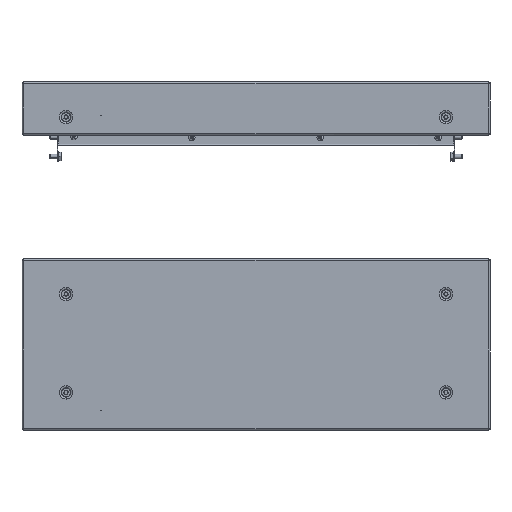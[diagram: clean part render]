
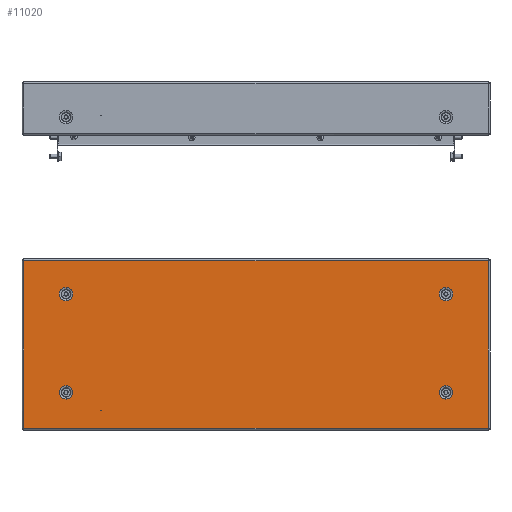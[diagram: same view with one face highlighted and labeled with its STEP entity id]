
A CAD part, top view. The second image highlights one B-rep face of the part: STEP entity #11020.
In plain terms, the highlighted planar face has unit normal (0, 0, 1).
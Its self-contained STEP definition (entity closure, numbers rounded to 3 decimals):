
#9 = CARTESIAN_POINT ( 'NONE',  ( 241.5, -52.557, 0. ) ) ;
#201 = FACE_BOUND ( 'NONE', #17644, .T. ) ;
#772 = VECTOR ( 'NONE', #53534, 1000. ) ;
#2683 = CIRCLE ( 'NONE', #87167, 8.443 ) ;
#2804 = PLANE ( 'NONE',  #6703 ) ;
#3604 = DIRECTION ( 'NONE',  ( 0., 0., 1. ) ) ;
#4040 = CARTESIAN_POINT ( 'NONE',  ( -198., -84., 0. ) ) ;
#4363 = FACE_BOUND ( 'NONE', #102055, .T. ) ;
#4883 = DIRECTION ( 'NONE',  ( 0., 1., 0. ) ) ;
#6703 = AXIS2_PLACEMENT_3D ( 'NONE', #108002, #81332, #55212 ) ;
#8017 = VERTEX_POINT ( 'NONE', #4040 ) ;
#8863 = EDGE_CURVE ( 'NONE', #98204, #110549, #2683, .T. ) ;
#8961 = LINE ( 'NONE', #61600, #772 ) ;
#9534 = ORIENTED_EDGE ( 'NONE', *, *, #62614, .T. ) ;
#9680 = VERTEX_POINT ( 'NONE', #56447 ) ;
#9829 = CARTESIAN_POINT ( 'NONE',  ( -241.5, -61., 0. ) ) ;
#10327 = DIRECTION ( 'NONE',  ( 0., 1., 0. ) ) ;
#10377 = CIRCLE ( 'NONE', #42539, 8.443 ) ;
#11020 = ADVANCED_FACE ( 'NONE', ( #65560, #201, #4363, #16542, #68232, #66822 ), #2804, .T. ) ;
#12027 = ORIENTED_EDGE ( 'NONE', *, *, #37428, .F. ) ;
#12185 = EDGE_CURVE ( 'NONE', #21350, #62792, #21825, .T. ) ;
#16410 = VECTOR ( 'NONE', #67219, 1000. ) ;
#16542 = FACE_BOUND ( 'NONE', #35644, .T. ) ;
#17644 = EDGE_LOOP ( 'NONE', ( #12027, #40984 ) ) ;
#18710 = LINE ( 'NONE', #31089, #74375 ) ;
#19701 = CARTESIAN_POINT ( 'NONE',  ( 241.5, 72.443, 0. ) ) ;
#21350 = VERTEX_POINT ( 'NONE', #71178 ) ;
#21757 = CARTESIAN_POINT ( 'NONE',  ( -241.5, 64., 0. ) ) ;
#21825 = LINE ( 'NONE', #102522, #16410 ) ;
#22082 = CARTESIAN_POINT ( 'NONE',  ( -197.5, -84., 0. ) ) ;
#22249 = CIRCLE ( 'NONE', #44430, 0.5 ) ;
#23559 = EDGE_CURVE ( 'NONE', #25744, #40689, #10377, .T. ) ;
#24593 = DIRECTION ( 'NONE',  ( 0., 0., 1. ) ) ;
#25744 = VERTEX_POINT ( 'NONE', #55907 ) ;
#26134 = AXIS2_PLACEMENT_3D ( 'NONE', #21757, #3604, #47224 ) ;
#26771 = CIRCLE ( 'NONE', #26134, 8.443 ) ;
#27500 = CARTESIAN_POINT ( 'NONE',  ( -241.5, -52.557, 0. ) ) ;
#27513 = AXIS2_PLACEMENT_3D ( 'NONE', #94836, #24593, #111549 ) ;
#28995 = ORIENTED_EDGE ( 'NONE', *, *, #61613, .F. ) ;
#31089 = CARTESIAN_POINT ( 'NONE',  ( -295.1, 107.529, 0. ) ) ;
#32221 = CIRCLE ( 'NONE', #27513, 8.443 ) ;
#32275 = DIRECTION ( 'NONE',  ( 0., 0., -1. ) ) ;
#34007 = ORIENTED_EDGE ( 'NONE', *, *, #12185, .T. ) ;
#35162 = CARTESIAN_POINT ( 'NONE',  ( -241.5, -69.443, 0. ) ) ;
#35541 = ORIENTED_EDGE ( 'NONE', *, *, #63157, .T. ) ;
#35644 = EDGE_LOOP ( 'NONE', ( #81176, #93652 ) ) ;
#37122 = EDGE_LOOP ( 'NONE', ( #84800, #35541, #34007, #49407 ) ) ;
#37428 = EDGE_CURVE ( 'NONE', #110549, #98204, #109939, .T. ) ;
#38590 = CARTESIAN_POINT ( 'NONE',  ( -296.029, -106.6, 0. ) ) ;
#39051 = EDGE_CURVE ( 'NONE', #9680, #87222, #18710, .T. ) ;
#40594 = DIRECTION ( 'NONE',  ( 0., 0., -1. ) ) ;
#40689 = VERTEX_POINT ( 'NONE', #45830 ) ;
#40984 = ORIENTED_EDGE ( 'NONE', *, *, #8863, .F. ) ;
#41135 = VERTEX_POINT ( 'NONE', #27500 ) ;
#42539 = AXIS2_PLACEMENT_3D ( 'NONE', #52335, #94840, #112303 ) ;
#44430 = AXIS2_PLACEMENT_3D ( 'NONE', #22082, #32275, #109091 ) ;
#45474 = AXIS2_PLACEMENT_3D ( 'NONE', #79426, #79775, #10327 ) ;
#45830 = CARTESIAN_POINT ( 'NONE',  ( -241.5, 55.557, 0. ) ) ;
#47224 = DIRECTION ( 'NONE',  ( 0., 1., 0. ) ) ;
#47416 = DIRECTION ( 'NONE',  ( 1., 0., 0. ) ) ;
#48766 = AXIS2_PLACEMENT_3D ( 'NONE', #49060, #40594, #101491 ) ;
#49060 = CARTESIAN_POINT ( 'NONE',  ( -197.5, -84., 0. ) ) ;
#49407 = ORIENTED_EDGE ( 'NONE', *, *, #86727, .T. ) ;
#49540 = CIRCLE ( 'NONE', #103570, 8.443 ) ;
#49545 = EDGE_LOOP ( 'NONE', ( #65013, #28995 ) ) ;
#50060 = DIRECTION ( 'NONE',  ( 0., 0., 1. ) ) ;
#50180 = VERTEX_POINT ( 'NONE', #68694 ) ;
#52335 = CARTESIAN_POINT ( 'NONE',  ( -241.5, 64., 0. ) ) ;
#53534 = DIRECTION ( 'NONE',  ( -1., 0., 0. ) ) ;
#53920 = EDGE_CURVE ( 'NONE', #64434, #62931, #49540, .T. ) ;
#55212 = DIRECTION ( 'NONE',  ( 1., 0., 0. ) ) ;
#55907 = CARTESIAN_POINT ( 'NONE',  ( -241.5, 72.443, 0. ) ) ;
#56447 = CARTESIAN_POINT ( 'NONE',  ( -295.1, 106.6, 0. ) ) ;
#57666 = CARTESIAN_POINT ( 'NONE',  ( 241.5, -61., 0. ) ) ;
#58054 = CARTESIAN_POINT ( 'NONE',  ( 241.5, 64., 0. ) ) ;
#61600 = CARTESIAN_POINT ( 'NONE',  ( 296.029, 106.6, 0. ) ) ;
#61613 = EDGE_CURVE ( 'NONE', #40689, #25744, #26771, .T. ) ;
#61673 = CIRCLE ( 'NONE', #45474, 8.443 ) ;
#62447 = VERTEX_POINT ( 'NONE', #35162 ) ;
#62614 = EDGE_CURVE ( 'NONE', #8017, #50180, #22249, .T. ) ;
#62792 = VERTEX_POINT ( 'NONE', #69166 ) ;
#62931 = VERTEX_POINT ( 'NONE', #19701 ) ;
#63157 = EDGE_CURVE ( 'NONE', #87222, #21350, #65517, .T. ) ;
#63642 = EDGE_LOOP ( 'NONE', ( #9534, #102487 ) ) ;
#64434 = VERTEX_POINT ( 'NONE', #95938 ) ;
#65013 = ORIENTED_EDGE ( 'NONE', *, *, #23559, .F. ) ;
#65517 = LINE ( 'NONE', #38590, #72168 ) ;
#65560 = FACE_BOUND ( 'NONE', #63642, .T. ) ;
#65635 = CIRCLE ( 'NONE', #97531, 8.443 ) ;
#66822 = FACE_OUTER_BOUND ( 'NONE', #37122, .T. ) ;
#67219 = DIRECTION ( 'NONE',  ( 0., 1., 0. ) ) ;
#68232 = FACE_BOUND ( 'NONE', #49545, .T. ) ;
#68694 = CARTESIAN_POINT ( 'NONE',  ( -197., -84., 0. ) ) ;
#69166 = CARTESIAN_POINT ( 'NONE',  ( 295.1, 106.6, 0. ) ) ;
#69831 = DIRECTION ( 'NONE',  ( 0., 0., 1. ) ) ;
#71178 = CARTESIAN_POINT ( 'NONE',  ( 295.1, -106.6, 0. ) ) ;
#72168 = VECTOR ( 'NONE', #47416, 1000. ) ;
#74375 = VECTOR ( 'NONE', #84683, 1000. ) ;
#74651 = DIRECTION ( 'NONE',  ( 0., 0., 1. ) ) ;
#75570 = EDGE_CURVE ( 'NONE', #50180, #8017, #106079, .T. ) ;
#77607 = CARTESIAN_POINT ( 'NONE',  ( -295.1, -106.6, 0. ) ) ;
#77811 = ORIENTED_EDGE ( 'NONE', *, *, #98849, .F. ) ;
#79191 = ORIENTED_EDGE ( 'NONE', *, *, #92580, .F. ) ;
#79426 = CARTESIAN_POINT ( 'NONE',  ( 241.5, 64., 0. ) ) ;
#79775 = DIRECTION ( 'NONE',  ( 0., 0., 1. ) ) ;
#81176 = ORIENTED_EDGE ( 'NONE', *, *, #97510, .F. ) ;
#81332 = DIRECTION ( 'NONE',  ( 0., 0., 1. ) ) ;
#84683 = DIRECTION ( 'NONE',  ( 0., -1., 0. ) ) ;
#84800 = ORIENTED_EDGE ( 'NONE', *, *, #39051, .T. ) ;
#86727 = EDGE_CURVE ( 'NONE', #62792, #9680, #8961, .T. ) ;
#86830 = DIRECTION ( 'NONE',  ( 0., 1., 0. ) ) ;
#87167 = AXIS2_PLACEMENT_3D ( 'NONE', #110048, #69831, #88737 ) ;
#87222 = VERTEX_POINT ( 'NONE', #77607 ) ;
#88049 = AXIS2_PLACEMENT_3D ( 'NONE', #57666, #74651, #4883 ) ;
#88737 = DIRECTION ( 'NONE',  ( 0., 1., 0. ) ) ;
#90081 = CARTESIAN_POINT ( 'NONE',  ( 241.5, -69.443, 0. ) ) ;
#92580 = EDGE_CURVE ( 'NONE', #62447, #41135, #65635, .T. ) ;
#93652 = ORIENTED_EDGE ( 'NONE', *, *, #53920, .F. ) ;
#94836 = CARTESIAN_POINT ( 'NONE',  ( -241.5, -61., 0. ) ) ;
#94840 = DIRECTION ( 'NONE',  ( 0., 0., 1. ) ) ;
#95938 = CARTESIAN_POINT ( 'NONE',  ( 241.5, 55.557, 0. ) ) ;
#96418 = DIRECTION ( 'NONE',  ( 0., 0., 1. ) ) ;
#97510 = EDGE_CURVE ( 'NONE', #62931, #64434, #61673, .T. ) ;
#97531 = AXIS2_PLACEMENT_3D ( 'NONE', #9829, #96418, #86830 ) ;
#98204 = VERTEX_POINT ( 'NONE', #90081 ) ;
#98849 = EDGE_CURVE ( 'NONE', #41135, #62447, #32221, .T. ) ;
#101491 = DIRECTION ( 'NONE',  ( -1., 0., 0. ) ) ;
#102055 = EDGE_LOOP ( 'NONE', ( #77811, #79191 ) ) ;
#102119 = DIRECTION ( 'NONE',  ( 0., 1., 0. ) ) ;
#102487 = ORIENTED_EDGE ( 'NONE', *, *, #75570, .T. ) ;
#102522 = CARTESIAN_POINT ( 'NONE',  ( 295.1, -107.529, 0. ) ) ;
#103570 = AXIS2_PLACEMENT_3D ( 'NONE', #58054, #50060, #102119 ) ;
#106079 = CIRCLE ( 'NONE', #48766, 0.5 ) ;
#108002 = CARTESIAN_POINT ( 'NONE',  ( 0., 0., 0. ) ) ;
#109091 = DIRECTION ( 'NONE',  ( -1., 0., 0. ) ) ;
#109939 = CIRCLE ( 'NONE', #88049, 8.443 ) ;
#110048 = CARTESIAN_POINT ( 'NONE',  ( 241.5, -61., 0. ) ) ;
#110549 = VERTEX_POINT ( 'NONE', #9 ) ;
#111549 = DIRECTION ( 'NONE',  ( 0., 1., 0. ) ) ;
#112303 = DIRECTION ( 'NONE',  ( 0., 1., 0. ) ) ;
